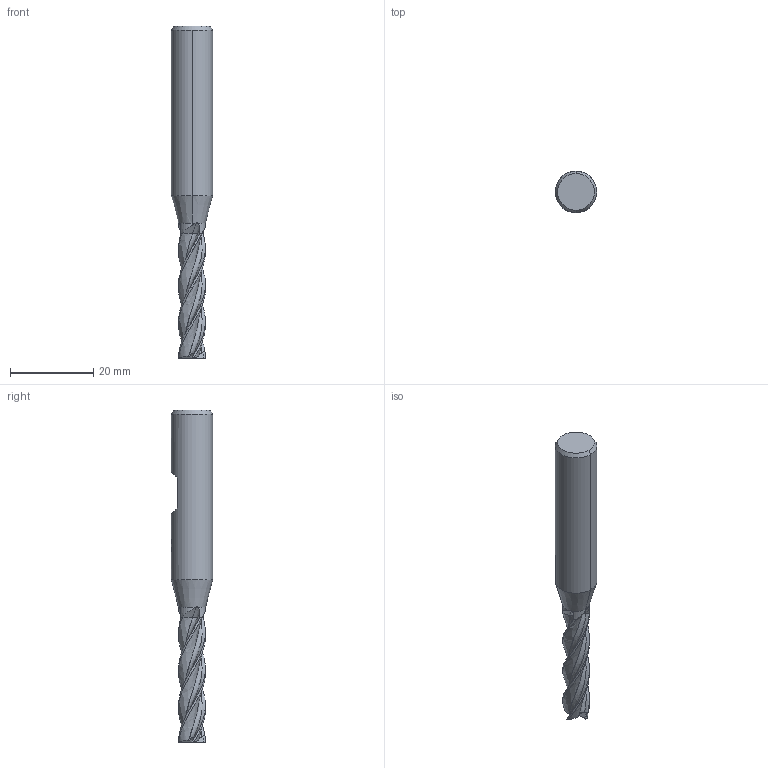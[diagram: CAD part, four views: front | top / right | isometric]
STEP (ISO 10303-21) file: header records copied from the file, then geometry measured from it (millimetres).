
FILE_DESCRIPTION(('no description'),'unknown implementation level');
FILE_NAME('solidJAlSNM0cebyhK7uNYoJHkzmsUaA_1.STP',' ',('CIM GmbH Aachen'),('CADClick - KiM GmbH - www.kimweb.de'),'unknown preprocess','ACIS','unknown authorization');
FILE_SCHEMA(('automotive_design'));
Length unit declared in the file: millimetre
Products named in the file (2): 1; 2
Bounding box: 10 x 10 x 80 mm (x, y, z)
Volume: 4094.5 mm3; surface area: 2314.5 mm2
Topology: 2 solids, 2 shells, 97 faces, 270 edges, 177 vertices
Faces by surface type: plane 34, cone 16, revolution 16, bspline 16, cylinder 15
Entity records: 12804 total; most frequent: CARTESIAN_POINT 7493, STYLED_ITEM 546, PRESENTATION_STYLE_ASSIGNMENT 546, COLOUR_RGB 546, ORIENTED_EDGE 540, DIRECTION 365, EDGE_CURVE 270, CURVE_STYLE 270
